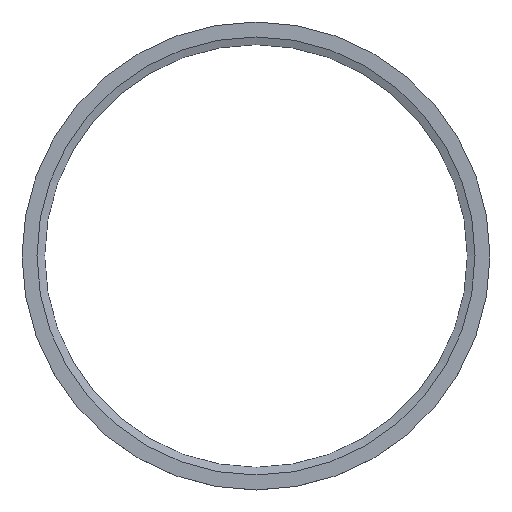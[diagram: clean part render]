
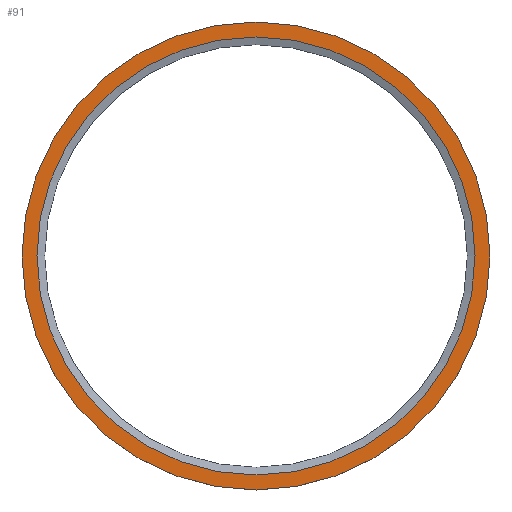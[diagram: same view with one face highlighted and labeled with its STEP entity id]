
A CAD part, top view. The second image highlights one B-rep face of the part: STEP entity #91.
In plain terms, the highlighted planar face has unit normal (0, 0, 1).
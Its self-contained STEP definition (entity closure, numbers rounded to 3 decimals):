
#16=FACE_BOUND('',#33,.T.);
#18=PLANE('',#125);
#25=FACE_OUTER_BOUND('',#32,.T.);
#32=EDGE_LOOP('',(#79));
#33=EDGE_LOOP('',(#80));
#47=CIRCLE('',#124,28.828);
#48=CIRCLE('',#126,30.798);
#53=VERTEX_POINT('',#173);
#54=VERTEX_POINT('',#177);
#61=EDGE_CURVE('',#53,#53,#47,.T.);
#63=EDGE_CURVE('',#54,#54,#48,.T.);
#79=ORIENTED_EDGE('',*,*,#63,.T.);
#80=ORIENTED_EDGE('',*,*,#61,.F.);
#91=ADVANCED_FACE('',(#25,#16),#18,.T.);
#124=AXIS2_PLACEMENT_3D('',#174,#148,#149);
#125=AXIS2_PLACEMENT_3D('',#176,#151,#152);
#126=AXIS2_PLACEMENT_3D('',#178,#153,#154);
#148=DIRECTION('center_axis',(0.,0.,1.));
#149=DIRECTION('ref_axis',(-1.,0.,0.));
#151=DIRECTION('center_axis',(0.,0.,1.));
#152=DIRECTION('ref_axis',(1.,0.,0.));
#153=DIRECTION('center_axis',(0.,0.,1.));
#154=DIRECTION('ref_axis',(-1.,0.,0.));
#173=CARTESIAN_POINT('',(28.828,0.,3.048));
#174=CARTESIAN_POINT('Origin',(0.,0.,3.048));
#176=CARTESIAN_POINT('Origin',(0.,0.,
3.048));
#177=CARTESIAN_POINT('',(30.798,0.,3.048));
#178=CARTESIAN_POINT('Origin',(0.,0.,3.048));
